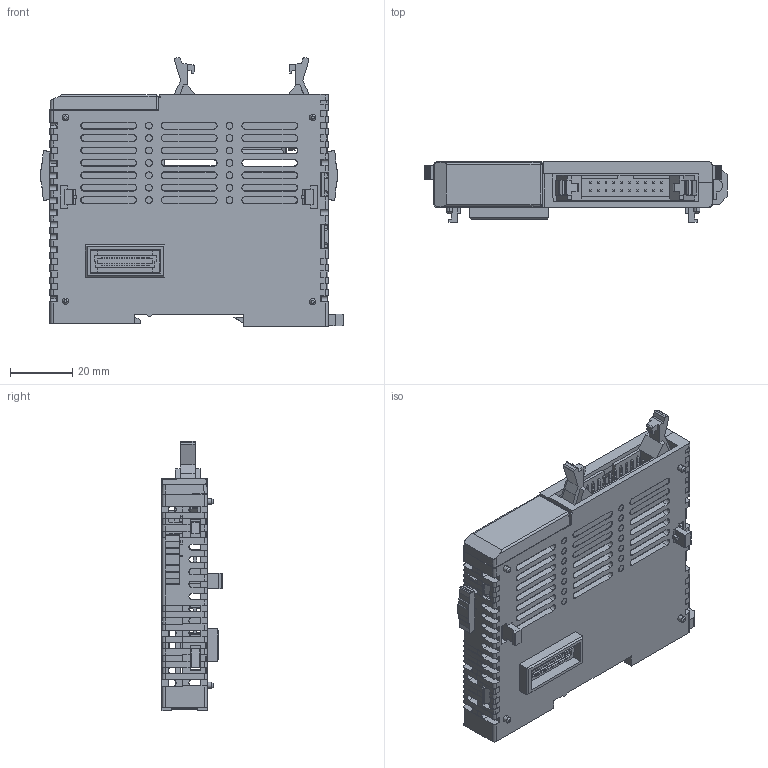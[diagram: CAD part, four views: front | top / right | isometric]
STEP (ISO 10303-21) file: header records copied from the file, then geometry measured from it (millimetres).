
FILE_DESCRIPTION( ('This file contains a STEP AP42 implementation' ,'as created by ZW3D STEP Interface translator.') ,'2;1' );
FILE_NAME( 'HCA8C-16EX-C.stp' ,'21 9 7.133151', (''), ('ZWCAD Software Co.'), 'Version 1.0', 'ZW3D to STEP translator', '' );
FILE_SCHEMA(('AP242_MANAGED_MODEL_BASED_3D_ENGINEERING_MIM_LF { 1 0 10303 442 1 1 4 }'));
Length unit declared in the file: millimetre
Products named in the file (1): 0
Bounding box: 97.6 x 19.4 x 86.82 mm (x, y, z)
Volume: 41634.9 mm3; surface area: 50955 mm2
Topology: 1 solids, 6 shells, 3112 faces, 9113 edges, 6039 vertices
Faces by surface type: plane 2486, cylinder 476, bspline 98, cone 30, sphere 22
Entity records: 110110 total; most frequent: CARTESIAN_POINT 24212, ORIENTED_EDGE 18204, DIRECTION 15692, EDGE_CURVE 9102, VECTOR 7516, LINE 7516, VERTEX_POINT 6039, AXIS2_PLACEMENT_3D 4088
